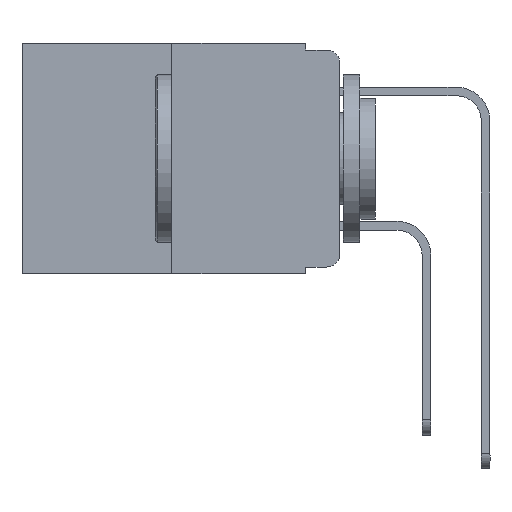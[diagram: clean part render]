
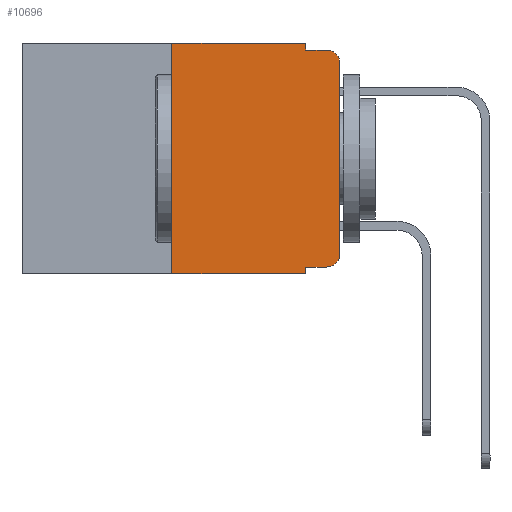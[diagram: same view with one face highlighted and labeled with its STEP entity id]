
A CAD part, left-side view. The second image highlights one B-rep face of the part: STEP entity #10696.
In plain terms, the highlighted planar face has unit normal (-1, 0, 0).
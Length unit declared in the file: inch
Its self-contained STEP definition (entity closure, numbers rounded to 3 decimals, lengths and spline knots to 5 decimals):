
#354 = DIRECTION ( 'NONE',  ( 0., 0., 1. ) ) ;
#415 = VERTEX_POINT ( 'NONE', #759 ) ;
#599 = CARTESIAN_POINT ( 'NONE',  ( 0., 0.051, -0.333 ) ) ;
#622 = DIRECTION ( 'NONE',  ( 0., 0., 1. ) ) ;
#669 = EDGE_LOOP ( 'NONE', ( #6529, #9347, #7130, #8947, #14416, #15048, #13565, #2817, #3663, #6330 ) ) ;
#759 = CARTESIAN_POINT ( 'NONE',  ( 0., 0.051, -0.01 ) ) ;
#887 = VERTEX_POINT ( 'NONE', #8677 ) ;
#921 = VECTOR ( 'NONE', #7935, 39.37008 ) ;
#930 = CARTESIAN_POINT ( 'NONE',  ( 0., 0.02, -0.01 ) ) ;
#1035 = DIRECTION ( 'NONE',  ( -1., 0., 0. ) ) ;
#1271 = CARTESIAN_POINT ( 'NONE',  ( 0., 0.02, -0.03 ) ) ;
#1313 = CARTESIAN_POINT ( 'NONE',  ( 0., 0.473, -0.343 ) ) ;
#1427 = VERTEX_POINT ( 'NONE', #3129 ) ;
#1446 = EDGE_CURVE ( 'NONE', #1913, #11561, #2941, .T. ) ;
#1706 = CARTESIAN_POINT ( 'NONE',  ( 0., 0.25, 0. ) ) ;
#1868 = CARTESIAN_POINT ( 'NONE',  ( 0., 0., 0. ) ) ;
#1913 = VERTEX_POINT ( 'NONE', #15595 ) ;
#1930 = CARTESIAN_POINT ( 'NONE',  ( 0., 0.051, 0. ) ) ;
#2817 = ORIENTED_EDGE ( 'NONE', *, *, #12033, .F. ) ;
#2848 = EDGE_CURVE ( 'NONE', #9271, #1427, #16332, .T. ) ;
#2941 = LINE ( 'NONE', #1868, #15219 ) ;
#3006 = DIRECTION ( 'NONE',  ( 0., 0., -1. ) ) ;
#3129 = CARTESIAN_POINT ( 'NONE',  ( 0., 0.051, -0.343 ) ) ;
#3606 = AXIS2_PLACEMENT_3D ( 'NONE', #1271, #8056, #9474 ) ;
#3663 = ORIENTED_EDGE ( 'NONE', *, *, #5928, .T. ) ;
#3855 = AXIS2_PLACEMENT_3D ( 'NONE', #4805, #1035, #9152 ) ;
#4112 = CARTESIAN_POINT ( 'NONE',  ( 0., 0.473, 0. ) ) ;
#4335 = CARTESIAN_POINT ( 'NONE',  ( 0., 0.051, -0.333 ) ) ;
#4805 = CARTESIAN_POINT ( 'NONE',  ( 0., 0.02, -0.313 ) ) ;
#4944 = DIRECTION ( 'NONE',  ( 0., 0., -1. ) ) ;
#5057 = VECTOR ( 'NONE', #13263, 39.37008 ) ;
#5428 = CARTESIAN_POINT ( 'NONE',  ( 0., 0.051, 0. ) ) ;
#5533 = CARTESIAN_POINT ( 'NONE',  ( 0., 0.25, 0. ) ) ;
#5836 = AXIS2_PLACEMENT_3D ( 'NONE', #4112, #8135, #9732 ) ;
#5866 = VECTOR ( 'NONE', #15246, 39.37008 ) ;
#5928 = EDGE_CURVE ( 'NONE', #17669, #887, #15342, .T. ) ;
#6031 = LINE ( 'NONE', #1930, #9583 ) ;
#6093 = EDGE_CURVE ( 'NONE', #12265, #415, #6031, .T. ) ;
#6247 = EDGE_CURVE ( 'NONE', #11561, #12282, #8751, .T. ) ;
#6330 = ORIENTED_EDGE ( 'NONE', *, *, #10218, .T. ) ;
#6529 = ORIENTED_EDGE ( 'NONE', *, *, #1446, .T. ) ;
#6938 = CARTESIAN_POINT ( 'NONE',  ( 0., 0., -0.03 ) ) ;
#7130 = ORIENTED_EDGE ( 'NONE', *, *, #11955, .F. ) ;
#7802 = LINE ( 'NONE', #17205, #5057 ) ;
#7935 = DIRECTION ( 'NONE',  ( 0., -1., 0. ) ) ;
#8056 = DIRECTION ( 'NONE',  ( -1., 0., 0. ) ) ;
#8135 = DIRECTION ( 'NONE',  ( 1., 0., 0. ) ) ;
#8352 = LINE ( 'NONE', #5428, #14131 ) ;
#8677 = CARTESIAN_POINT ( 'NONE',  ( 0., 0.02, -0.333 ) ) ;
#8751 = CIRCLE ( 'NONE', #3606, 0.02 ) ;
#8947 = ORIENTED_EDGE ( 'NONE', *, *, #6093, .F. ) ;
#9152 = DIRECTION ( 'NONE',  ( 0., 0., -1. ) ) ;
#9263 = CIRCLE ( 'NONE', #3855, 0.02 ) ;
#9271 = VERTEX_POINT ( 'NONE', #15664 ) ;
#9347 = ORIENTED_EDGE ( 'NONE', *, *, #6247, .T. ) ;
#9474 = DIRECTION ( 'NONE',  ( 0., 0., -1. ) ) ;
#9583 = VECTOR ( 'NONE', #4944, 39.37008 ) ;
#9732 = DIRECTION ( 'NONE',  ( 0., 0., -1. ) ) ;
#10218 = EDGE_CURVE ( 'NONE', #887, #1913, #9263, .T. ) ;
#10297 = CARTESIAN_POINT ( 'NONE',  ( 0., 0.051, 0. ) ) ;
#10420 = VECTOR ( 'NONE', #12552, 39.37008 ) ;
#10634 = VERTEX_POINT ( 'NONE', #1706 ) ;
#10696 = ADVANCED_FACE ( 'NONE', ( #12518 ), #17627, .F. ) ;
#10938 = CARTESIAN_POINT ( 'NONE',  ( 0., 0.051, -0.01 ) ) ;
#11044 = LINE ( 'NONE', #10938, #5866 ) ;
#11561 = VERTEX_POINT ( 'NONE', #6938 ) ;
#11955 = EDGE_CURVE ( 'NONE', #415, #12282, #11044, .T. ) ;
#12033 = EDGE_CURVE ( 'NONE', #17669, #1427, #8352, .T. ) ;
#12265 = VERTEX_POINT ( 'NONE', #10297 ) ;
#12282 = VERTEX_POINT ( 'NONE', #930 ) ;
#12398 = LINE ( 'NONE', #5533, #14436 ) ;
#12518 = FACE_OUTER_BOUND ( 'NONE', #669, .T. ) ;
#12552 = DIRECTION ( 'NONE',  ( 0., -1., 0. ) ) ;
#12779 = EDGE_CURVE ( 'NONE', #9271, #10634, #12398, .T. ) ;
#13263 = DIRECTION ( 'NONE',  ( 0., -1., 0. ) ) ;
#13565 = ORIENTED_EDGE ( 'NONE', *, *, #2848, .T. ) ;
#13669 = EDGE_CURVE ( 'NONE', #10634, #12265, #7802, .T. ) ;
#14131 = VECTOR ( 'NONE', #3006, 39.37008 ) ;
#14416 = ORIENTED_EDGE ( 'NONE', *, *, #13669, .F. ) ;
#14436 = VECTOR ( 'NONE', #354, 39.37008 ) ;
#15048 = ORIENTED_EDGE ( 'NONE', *, *, #12779, .F. ) ;
#15219 = VECTOR ( 'NONE', #622, 39.37008 ) ;
#15246 = DIRECTION ( 'NONE',  ( 0., -1., 0. ) ) ;
#15342 = LINE ( 'NONE', #4335, #10420 ) ;
#15595 = CARTESIAN_POINT ( 'NONE',  ( 0., 0., -0.313 ) ) ;
#15664 = CARTESIAN_POINT ( 'NONE',  ( 0., 0.25, -0.343 ) ) ;
#16332 = LINE ( 'NONE', #1313, #921 ) ;
#17205 = CARTESIAN_POINT ( 'NONE',  ( 0., 0.473, 0. ) ) ;
#17627 = PLANE ( 'NONE',  #5836 ) ;
#17669 = VERTEX_POINT ( 'NONE', #599 ) ;
